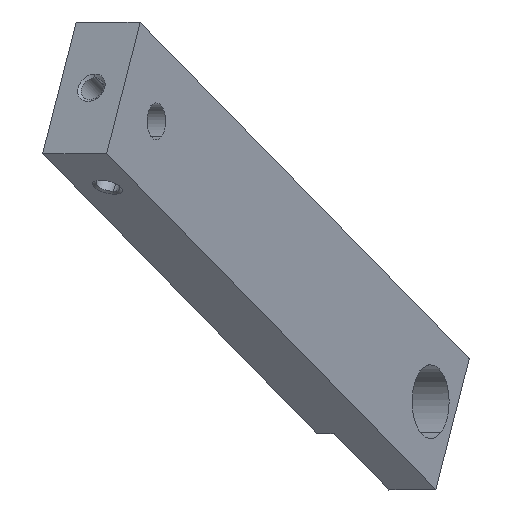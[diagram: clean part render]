
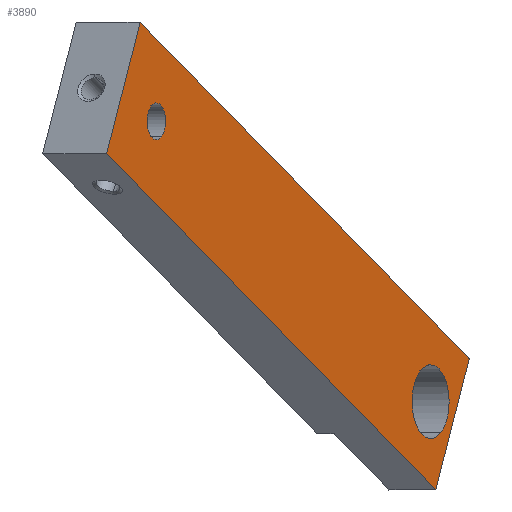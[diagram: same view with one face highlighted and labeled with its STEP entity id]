
A CAD part, top view. The second image highlights one B-rep face of the part: STEP entity #3890.
In plain terms, the highlighted face is planar.
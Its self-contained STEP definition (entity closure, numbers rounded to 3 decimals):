
#690=CARTESIAN_POINT('',(10.804,-19.3,
-10.396));
#700=VERTEX_POINT('',#690);
#850=CARTESIAN_POINT('',(21.196,-19.3,
-16.396));
#860=VERTEX_POINT('',#850);
#890=CARTESIAN_POINT('',(0.,-19.3,-4.159));
#900=DIRECTION('',(0.866,0.,
-0.5));
#910=VECTOR('',#900,1.);
#920=LINE('',#890,#910);
#930=EDGE_CURVE('',#700,#860,#920,.T.);
#1320=CARTESIAN_POINT('',(51.196,-19.3,
35.565));
#1330=VERTEX_POINT('',#1320);
#1360=CARTESIAN_POINT('',(30.662,-19.3,0.));
#1370=DIRECTION('',(0.5,0.,0.866));
#1380=VECTOR('',#1370,1.);
#1390=LINE('',#1360,#1380);
#1400=EDGE_CURVE('',#860,#1330,#1390,.T.);
#1540=CARTESIAN_POINT('',(44.,-19.3,38.101));
#1550=VERTEX_POINT('',#1540);
#1730=CARTESIAN_POINT('',(44.,-19.3,32.101));
#1740=VERTEX_POINT('',#1730);
#1770=CARTESIAN_POINT('',(44.,-19.3,35.101));
#1780=DIRECTION('',(0.,-1.,0.));
#1790=DIRECTION('',(0.,0.,1.));
#1800=AXIS2_PLACEMENT_3D('',#1770,#1780,#1790);
#1810=CIRCLE('',#1800,3.);
#1820=EDGE_CURVE('',#1740,#1550,#1810,.T.);
#2170=CARTESIAN_POINT('',(16.806,-19.3,
0.));
#2180=DIRECTION('',(-0.5,0.,-0.866));
#2190=VECTOR('',#2180,1.);
#2200=LINE('',#2170,#2190);
#2210=CARTESIAN_POINT('',(40.804,-19.3,
41.565));
#2220=VERTEX_POINT('',#2210);
#2230=EDGE_CURVE('',#2220,#700,#2200,.T.);
#2510=CARTESIAN_POINT('',(0.,-19.3,65.123));
#2520=DIRECTION('',(-0.866,0.,0.5));
#2530=VECTOR('',#2520,1.);
#2540=LINE('',#2510,#2530);
#2550=EDGE_CURVE('',#1330,#2220,#2540,.T.);
#3580=CARTESIAN_POINT('',(32.579,-19.3,
15.572));
#3590=DIRECTION('',(0.,-1.,0.));
#3600=DIRECTION('',(0.,0.,1.));
#3610=AXIS2_PLACEMENT_3D('',#3580,#3590,#3600);
#3620=PLANE('',#3610);
#3630=EDGE_CURVE('',#1550,#1740,#1810,.T.);
#3640=ORIENTED_EDGE('',*,*,#3630,.T.);
#3650=ORIENTED_EDGE('',*,*,#1820,.T.);
#3660=EDGE_LOOP('',(#3650,#3640));
#3670=FACE_BOUND('',#3660,.T.);
#3680=CARTESIAN_POINT('',(19.,-19.3,-8.2));
#3690=DIRECTION('',(0.,-1.,0.));
#3700=DIRECTION('',(0.,0.,1.));
#3710=AXIS2_PLACEMENT_3D('',#3680,#3690,#3700);
#3720=CIRCLE('',#3710,1.5);
#3730=CARTESIAN_POINT('',(19.,-19.3,-6.7));
#3740=VERTEX_POINT('',#3730);
#3750=CARTESIAN_POINT('',(19.,-19.3,-9.7));
#3760=VERTEX_POINT('',#3750);
#3770=EDGE_CURVE('',#3740,#3760,#3720,.T.);
#3780=ORIENTED_EDGE('',*,*,#3770,.T.);
#3790=EDGE_CURVE('',#3760,#3740,#3720,.T.);
#3800=ORIENTED_EDGE('',*,*,#3790,.T.);
#3810=EDGE_LOOP('',(#3800,#3780));
#3820=FACE_BOUND('',#3810,.T.);
#3830=ORIENTED_EDGE('',*,*,#1400,.F.);
#3840=ORIENTED_EDGE('',*,*,#2550,.F.);
#3850=ORIENTED_EDGE('',*,*,#2230,.F.);
#3860=ORIENTED_EDGE('',*,*,#930,.F.);
#3870=EDGE_LOOP('',(#3860,#3850,#3840,#3830));
#3880=FACE_OUTER_BOUND('',#3870,.T.);
#3890=ADVANCED_FACE('',(#3670,#3820,#3880),#3620,.F.);
